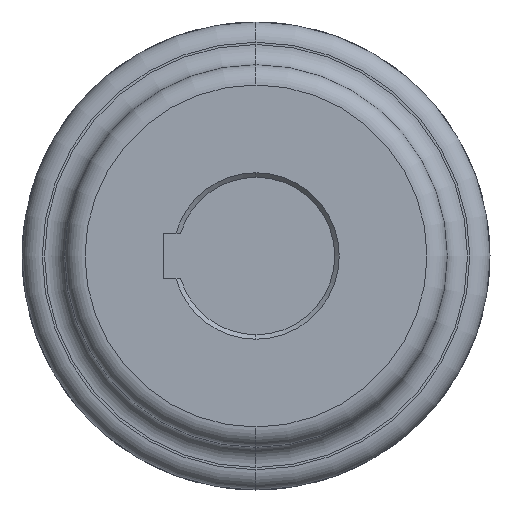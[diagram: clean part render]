
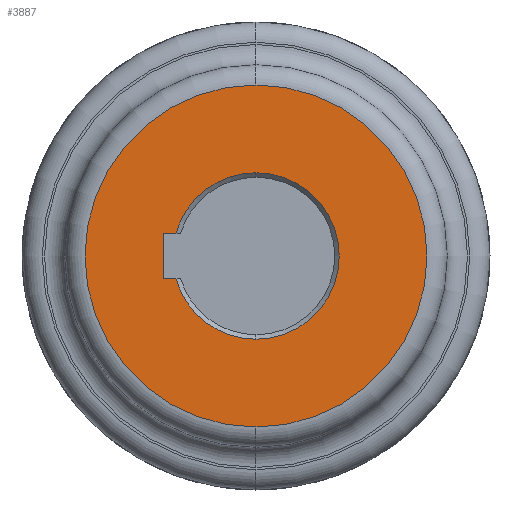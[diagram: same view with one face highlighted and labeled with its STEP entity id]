
A CAD part, left-side view. The second image highlights one B-rep face of the part: STEP entity #3887.
In plain terms, the highlighted planar face has unit normal (-1, 0, 0).
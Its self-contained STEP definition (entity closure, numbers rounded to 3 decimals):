
#192 = VECTOR ( 'NONE', #6656, 1000. ) ;
#198 = CARTESIAN_POINT ( 'NONE',  ( -70.245, -4.642, 5. ) ) ;
#290 = AXIS2_PLACEMENT_3D ( 'NONE', #6177, #6813, #531 ) ;
#379 = LINE ( 'NONE', #6020, #192 ) ;
#419 = EDGE_CURVE ( 'NONE', #730, #1033, #7341, .T. ) ;
#497 = AXIS2_PLACEMENT_3D ( 'NONE', #3468, #4733, #7871 ) ;
#531 = DIRECTION ( 'NONE',  ( 0., 0., 1. ) ) ;
#587 = ORIENTED_EDGE ( 'NONE', *, *, #419, .T. ) ;
#607 = CARTESIAN_POINT ( 'NONE',  ( -70.245, -4.642, -5. ) ) ;
#622 = CIRCLE ( 'NONE', #6920, 18.5 ) ;
#637 = ORIENTED_EDGE ( 'NONE', *, *, #5523, .T. ) ;
#730 = VERTEX_POINT ( 'NONE', #198 ) ;
#753 = CARTESIAN_POINT ( 'NONE',  ( -70.245, -6.642, 0. ) ) ;
#813 = CIRCLE ( 'NONE', #3487, 38. ) ;
#814 = DIRECTION ( 'NONE',  ( -1., 0., 0. ) ) ;
#919 = ORIENTED_EDGE ( 'NONE', *, *, #3767, .F. ) ;
#1033 = VERTEX_POINT ( 'NONE', #4742 ) ;
#1156 = CARTESIAN_POINT ( 'NONE',  ( -70.245, -25.142, 0. ) ) ;
#1312 = VECTOR ( 'NONE', #4521, 1000. ) ;
#1897 = EDGE_LOOP ( 'NONE', ( #919, #7933, #2066, #587, #3392, #2035 ) ) ;
#2035 = ORIENTED_EDGE ( 'NONE', *, *, #3420, .F. ) ;
#2066 = ORIENTED_EDGE ( 'NONE', *, *, #4563, .T. ) ;
#2091 = CARTESIAN_POINT ( 'NONE',  ( -70.245, -11.696, 5. ) ) ;
#2312 = DIRECTION ( 'NONE',  ( 0., 0., 1. ) ) ;
#2378 = DIRECTION ( 'NONE',  ( 0., 0., 1. ) ) ;
#2647 = VERTEX_POINT ( 'NONE', #3560 ) ;
#3024 = CIRCLE ( 'NONE', #497, 18.5 ) ;
#3094 = DIRECTION ( 'NONE',  ( 0., -1., 0. ) ) ;
#3392 = ORIENTED_EDGE ( 'NONE', *, *, #4983, .F. ) ;
#3420 = EDGE_CURVE ( 'NONE', #4594, #3772, #3024, .T. ) ;
#3468 = CARTESIAN_POINT ( 'NONE',  ( -70.245, -25.142, 0. ) ) ;
#3487 = AXIS2_PLACEMENT_3D ( 'NONE', #8186, #6927, #2312 ) ;
#3560 = CARTESIAN_POINT ( 'NONE',  ( -70.245, -25.142, -38. ) ) ;
#3578 = AXIS2_PLACEMENT_3D ( 'NONE', #753, #3752, #8097 ) ;
#3752 = DIRECTION ( 'NONE',  ( 1., 0., 0. ) ) ;
#3767 = EDGE_CURVE ( 'NONE', #4990, #4594, #7358, .T. ) ;
#3772 = VERTEX_POINT ( 'NONE', #7204 ) ;
#3841 = ORIENTED_EDGE ( 'NONE', *, *, #4646, .T. ) ;
#3856 = CARTESIAN_POINT ( 'NONE',  ( -70.245, -25.142, -18.5 ) ) ;
#3887 = ADVANCED_FACE ( 'NONE', ( #6780, #5092 ), #6767, .F. ) ;
#3898 = EDGE_LOOP ( 'NONE', ( #3841, #637 ) ) ;
#4219 = DIRECTION ( 'NONE',  ( -1., 0., 0. ) ) ;
#4298 = CARTESIAN_POINT ( 'NONE',  ( -70.245, -25.142, 38. ) ) ;
#4319 = VERTEX_POINT ( 'NONE', #607 ) ;
#4521 = DIRECTION ( 'NONE',  ( 0., 0., 1. ) ) ;
#4563 = EDGE_CURVE ( 'NONE', #4319, #730, #4686, .T. ) ;
#4594 = VERTEX_POINT ( 'NONE', #3856 ) ;
#4646 = EDGE_CURVE ( 'NONE', #7378, #2647, #7646, .T. ) ;
#4686 = LINE ( 'NONE', #5964, #1312 ) ;
#4733 = DIRECTION ( 'NONE',  ( -1., 0., 0. ) ) ;
#4742 = CARTESIAN_POINT ( 'NONE',  ( -70.245, -7.331, 5. ) ) ;
#4983 = EDGE_CURVE ( 'NONE', #3772, #1033, #622, .T. ) ;
#4990 = VERTEX_POINT ( 'NONE', #5216 ) ;
#5092 = FACE_OUTER_BOUND ( 'NONE', #3898, .T. ) ;
#5216 = CARTESIAN_POINT ( 'NONE',  ( -70.245, -7.331, -5. ) ) ;
#5523 = EDGE_CURVE ( 'NONE', #2647, #7378, #813, .T. ) ;
#5655 = VECTOR ( 'NONE', #3094, 1000. ) ;
#5964 = CARTESIAN_POINT ( 'NONE',  ( -70.245, -4.642, 5. ) ) ;
#6020 = CARTESIAN_POINT ( 'NONE',  ( -70.245, -11.696, -5. ) ) ;
#6034 = DIRECTION ( 'NONE',  ( 0., 0., 1. ) ) ;
#6177 = CARTESIAN_POINT ( 'NONE',  ( -70.245, -25.142, 0. ) ) ;
#6656 = DIRECTION ( 'NONE',  ( 0., 1., 0. ) ) ;
#6767 = PLANE ( 'NONE',  #3578 ) ;
#6780 = FACE_BOUND ( 'NONE', #1897, .T. ) ;
#6813 = DIRECTION ( 'NONE',  ( -1., 0., 0. ) ) ;
#6920 = AXIS2_PLACEMENT_3D ( 'NONE', #7741, #814, #6034 ) ;
#6927 = DIRECTION ( 'NONE',  ( -1., 0., 0. ) ) ;
#7127 = AXIS2_PLACEMENT_3D ( 'NONE', #1156, #4219, #2378 ) ;
#7204 = CARTESIAN_POINT ( 'NONE',  ( -70.245, -25.142, 18.5 ) ) ;
#7341 = LINE ( 'NONE', #2091, #5655 ) ;
#7358 = CIRCLE ( 'NONE', #7127, 18.5 ) ;
#7378 = VERTEX_POINT ( 'NONE', #4298 ) ;
#7646 = CIRCLE ( 'NONE', #290, 38. ) ;
#7741 = CARTESIAN_POINT ( 'NONE',  ( -70.245, -25.142, 0. ) ) ;
#7816 = EDGE_CURVE ( 'NONE', #4990, #4319, #379, .T. ) ;
#7871 = DIRECTION ( 'NONE',  ( 0., 0., 1. ) ) ;
#7933 = ORIENTED_EDGE ( 'NONE', *, *, #7816, .T. ) ;
#8097 = DIRECTION ( 'NONE',  ( 0., 0., -1. ) ) ;
#8186 = CARTESIAN_POINT ( 'NONE',  ( -70.245, -25.142, 0. ) ) ;
